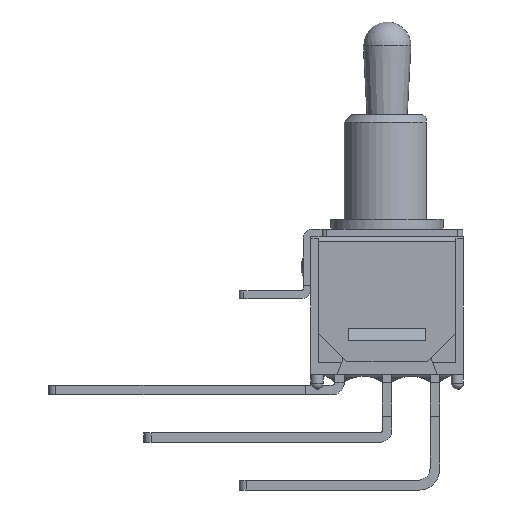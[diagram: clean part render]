
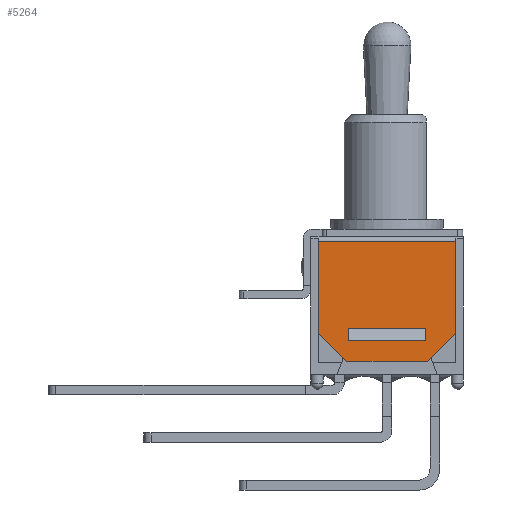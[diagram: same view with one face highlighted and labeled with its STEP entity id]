
A CAD part, front view. The second image highlights one B-rep face of the part: STEP entity #5264.
In plain terms, the highlighted planar face has unit normal (0, -1, 0).
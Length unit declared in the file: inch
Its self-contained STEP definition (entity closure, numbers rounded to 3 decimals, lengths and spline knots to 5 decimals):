
#3424=CARTESIAN_POINT('',(-0.0813,-0.1,0.07034));
#3425=VERTEX_POINT('',#3424);
#3432=CARTESIAN_POINT('',(-0.0813,-0.1,0.09567));
#3433=VERTEX_POINT('',#3432);
#3440=CARTESIAN_POINT('',(-0.0813,-0.1,0.07034));
#3441=DIRECTION('',(0.0,0.0,1.0));
#3442=VECTOR('',#3441,0.02533);
#3443=LINE('',#3440,#3442);
#3444=EDGE_CURVE('',#3425,#3433,#3443,.T.);
#3793=CARTESIAN_POINT('',(-0.1437,-0.1,0.27874));
#3794=VERTEX_POINT('',#3793);
#3802=CARTESIAN_POINT('',(0.1437,-0.1,0.27874));
#3803=VERTEX_POINT('',#3802);
#3804=CARTESIAN_POINT('',(-0.1437,-0.1,0.27874));
#3805=DIRECTION('',(1.0,0.0,0.0));
#3806=VECTOR('',#3805,0.2874);
#3807=LINE('',#3804,#3806);
#3808=EDGE_CURVE('',#3794,#3803,#3807,.T.);
#3862=CARTESIAN_POINT('',(-0.1437,-0.1,0.08661));
#3863=VERTEX_POINT('',#3862);
#3870=CARTESIAN_POINT('',(-0.1437,-0.1,0.27874));
#3871=DIRECTION('',(0.0,0.0,-1.0));
#3872=VECTOR('',#3871,0.19213);
#3873=LINE('',#3870,#3872);
#3874=EDGE_CURVE('',#3794,#3863,#3873,.T.);
#3885=CARTESIAN_POINT('',(-0.08465,-0.1,0.02756));
#3886=VERTEX_POINT('',#3885);
#3893=CARTESIAN_POINT('',(-0.1437,-0.1,0.08661));
#3894=DIRECTION('',(0.707,0.,-0.707));
#3895=VECTOR('',#3894,0.08352);
#3896=LINE('',#3893,#3895);
#3897=EDGE_CURVE('',#3863,#3886,#3896,.T.);
#3952=CARTESIAN_POINT('',(0.1437,-0.1,0.08661));
#3953=VERTEX_POINT('',#3952);
#3960=CARTESIAN_POINT('',(0.08465,-0.1,0.02756));
#3961=VERTEX_POINT('',#3960);
#3962=CARTESIAN_POINT('',(0.08465,-0.1,0.02756));
#3963=DIRECTION('',(0.707,0.0,0.707));
#3964=VECTOR('',#3963,0.08352);
#3965=LINE('',#3962,#3964);
#3966=EDGE_CURVE('',#3961,#3953,#3965,.T.);
#4014=CARTESIAN_POINT('',(0.1437,-0.1,0.08661));
#4015=DIRECTION('',(0.0,0.0,1.0));
#4016=VECTOR('',#4015,0.19213);
#4017=LINE('',#4014,#4016);
#4018=EDGE_CURVE('',#3953,#3803,#4017,.T.);
#4036=CARTESIAN_POINT('',(0.0813,-0.1,0.07034));
#4037=VERTEX_POINT('',#4036);
#4046=CARTESIAN_POINT('',(0.0813,-0.1,0.09567));
#4047=VERTEX_POINT('',#4046);
#4048=CARTESIAN_POINT('',(0.0813,-0.1,0.09567));
#4049=DIRECTION('',(0.0,0.0,-1.0));
#4050=VECTOR('',#4049,0.02533);
#4051=LINE('',#4048,#4050);
#4052=EDGE_CURVE('',#4047,#4037,#4051,.T.);
#4075=CARTESIAN_POINT('',(-0.0813,-0.1,0.09567));
#4076=DIRECTION('',(1.0,0.0,0.0));
#4077=VECTOR('',#4076,0.1626);
#4078=LINE('',#4075,#4077);
#4079=EDGE_CURVE('',#3433,#4047,#4078,.T.);
#4164=CARTESIAN_POINT('',(0.08465,-0.1,0.02756));
#4165=DIRECTION('',(-1.0,0.0,0.0));
#4166=VECTOR('',#4165,0.16929);
#4167=LINE('',#4164,#4166);
#4168=EDGE_CURVE('',#3961,#3886,#4167,.T.);
#4754=CARTESIAN_POINT('',(-0.0813,-0.1,0.07034));
#4755=DIRECTION('',(1.0,0.0,0.0));
#4756=VECTOR('',#4755,0.1626);
#4757=LINE('',#4754,#4756);
#4758=EDGE_CURVE('',#3425,#4037,#4757,.T.);
#5245=CARTESIAN_POINT('',(-0.15807,-0.1,0.2913));
#5246=DIRECTION('',(0.0,-1.0,0.0));
#5247=DIRECTION('',(0.0,0.0,-1.0));
#5248=AXIS2_PLACEMENT_3D('',#5245,#5246,#5247);
#5249=PLANE('',#5248);
#5250=ORIENTED_EDGE('',*,*,#3808,.F.);
#5251=ORIENTED_EDGE('',*,*,#3874,.T.);
#5252=ORIENTED_EDGE('',*,*,#3897,.T.);
#5253=ORIENTED_EDGE('',*,*,#4168,.F.);
#5254=ORIENTED_EDGE('',*,*,#3966,.T.);
#5255=ORIENTED_EDGE('',*,*,#4018,.T.);
#5256=EDGE_LOOP('',(#5250,#5251,#5252,#5253,#5254,#5255));
#5257=FACE_OUTER_BOUND('',#5256,.T.);
#5258=ORIENTED_EDGE('',*,*,#4758,.F.);
#5259=ORIENTED_EDGE('',*,*,#3444,.T.);
#5260=ORIENTED_EDGE('',*,*,#4079,.T.);
#5261=ORIENTED_EDGE('',*,*,#4052,.T.);
#5262=EDGE_LOOP('',(#5258,#5259,#5260,#5261));
#5263=FACE_BOUND('',#5262,.T.);
#5264=ADVANCED_FACE('',(#5257,#5263),#5249,.T.);
